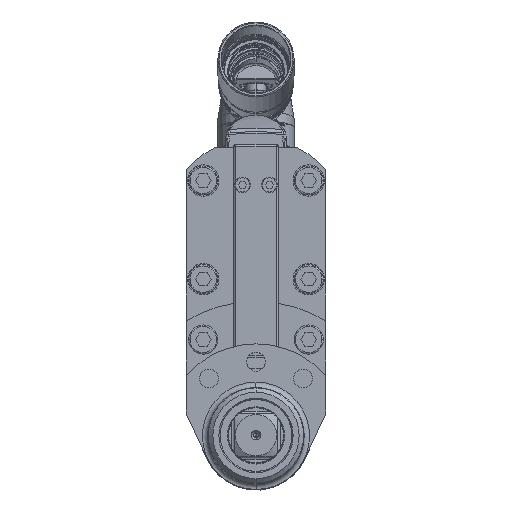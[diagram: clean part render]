
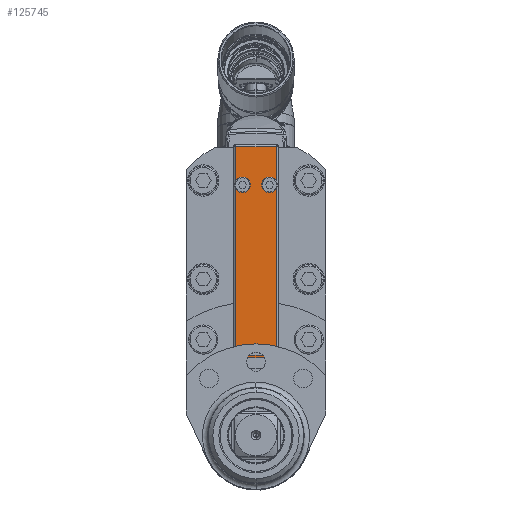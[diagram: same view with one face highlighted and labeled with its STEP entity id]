
A CAD part, top view. The second image highlights one B-rep face of the part: STEP entity #125745.
In plain terms, the highlighted planar face has unit normal (0, 0, 1).
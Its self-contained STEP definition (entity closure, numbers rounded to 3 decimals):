
#125217=DIRECTION('',(0.,-1.,0.));
#125218=VECTOR('',#125217,94.);
#125219=CARTESIAN_POINT('',(-9.,94.,0.));
#125220=LINE('',#125219,#125218);
#125224=DIRECTION('',(-1.,0.,0.));
#125225=VECTOR('',#125224,18.);
#125226=CARTESIAN_POINT('',(9.,94.,0.));
#125227=LINE('',#125226,#125225);
#125231=DIRECTION('',(0.,1.,0.));
#125232=VECTOR('',#125231,94.);
#125233=CARTESIAN_POINT('',(9.,0.,0.));
#125234=LINE('',#125233,#125232);
#125238=DIRECTION('',(-1.,0.,0.));
#125239=VECTOR('',#125238,18.);
#125240=CARTESIAN_POINT('',(9.,0.,0.));
#125241=LINE('',#125240,#125239);
#125245=CARTESIAN_POINT('',(6.,77.,0.));
#125246=DIRECTION('',(0.,0.,-1.));
#125247=DIRECTION('',(-1.,0.,0.));
#125248=AXIS2_PLACEMENT_3D('',#125245,#125246,#125247);
#125253=CARTESIAN_POINT('',(6.,77.,0.));
#125254=DIRECTION('',(0.,0.,-1.));
#125255=DIRECTION('',(1.,0.,0.));
#125256=AXIS2_PLACEMENT_3D('',#125253,#125254,#125255);
#125261=CARTESIAN_POINT('',(-6.,77.,0.));
#125262=DIRECTION('',(0.,0.,-1.));
#125263=DIRECTION('',(-1.,0.,0.));
#125264=AXIS2_PLACEMENT_3D('',#125261,#125262,#125263);
#125269=CARTESIAN_POINT('',(-6.,77.,0.));
#125270=DIRECTION('',(0.,0.,-1.));
#125271=DIRECTION('',(1.,0.,0.));
#125272=AXIS2_PLACEMENT_3D('',#125269,#125270,#125271);
#125419=CARTESIAN_POINT('',(-9.,94.,0.));
#125421=VERTEX_POINT('',#125419);
#125422=CARTESIAN_POINT('',(9.,94.,0.));
#125424=VERTEX_POINT('',#125422);
#125426=CARTESIAN_POINT('',(-9.,0.,0.));
#125428=VERTEX_POINT('',#125426);
#125433=CARTESIAN_POINT('',(9.,0.,0.));
#125435=VERTEX_POINT('',#125433);
#125478=CARTESIAN_POINT('',(3.75,77.,0.));
#125479=CARTESIAN_POINT('',(8.25,77.,0.));
#125480=VERTEX_POINT('',#125478);
#125481=VERTEX_POINT('',#125479);
#125486=CARTESIAN_POINT('',(-8.25,77.,0.));
#125487=CARTESIAN_POINT('',(-3.75,77.,0.));
#125488=VERTEX_POINT('',#125486);
#125489=VERTEX_POINT('',#125487);
#125721=CARTESIAN_POINT('',(0.,0.,0.));
#125722=DIRECTION('',(0.,0.,1.));
#125723=DIRECTION('',(1.,0.,0.));
#125724=AXIS2_PLACEMENT_3D('',#125721,#125722,#125723);
#125725=PLANE('',#125724);
#125726=ORIENTED_EDGE('',*,*,#125705,.F.);
#125727=ORIENTED_EDGE('',*,*,#125516,.F.);
#125729=ORIENTED_EDGE('',*,*,#125728,.F.);
#125730=ORIENTED_EDGE('',*,*,#125681,.T.);
#125731=EDGE_LOOP('',(#125726,#125727,#125729,#125730));
#125732=FACE_OUTER_BOUND('',#125731,.F.);
#125734=ORIENTED_EDGE('',*,*,#125733,.F.);
#125736=ORIENTED_EDGE('',*,*,#125735,.F.);
#125737=EDGE_LOOP('',(#125734,#125736));
#125738=FACE_BOUND('',#125737,.F.);
#125740=ORIENTED_EDGE('',*,*,#125739,.F.);
#125742=ORIENTED_EDGE('',*,*,#125741,.F.);
#125743=EDGE_LOOP('',(#125740,#125742));
#125744=FACE_BOUND('',#125743,.F.);
#125745=ADVANCED_FACE('',(#125732,#125738,#125744),#125725,.T.);
#125249=CIRCLE('',#125248,2.25);
#125257=CIRCLE('',#125256,2.25);
#125265=CIRCLE('',#125264,2.25);
#125273=CIRCLE('',#125272,2.25);
#125516=EDGE_CURVE('',#125424,#125421,#125227,.T.);
#125681=EDGE_CURVE('',#125435,#125428,#125241,.T.);
#125705=EDGE_CURVE('',#125421,#125428,#125220,.T.);
#125728=EDGE_CURVE('',#125435,#125424,#125234,.T.);
#125733=EDGE_CURVE('',#125480,#125481,#125249,.T.);
#125735=EDGE_CURVE('',#125481,#125480,#125257,.T.);
#125739=EDGE_CURVE('',#125488,#125489,#125265,.T.);
#125741=EDGE_CURVE('',#125489,#125488,#125273,.T.);
